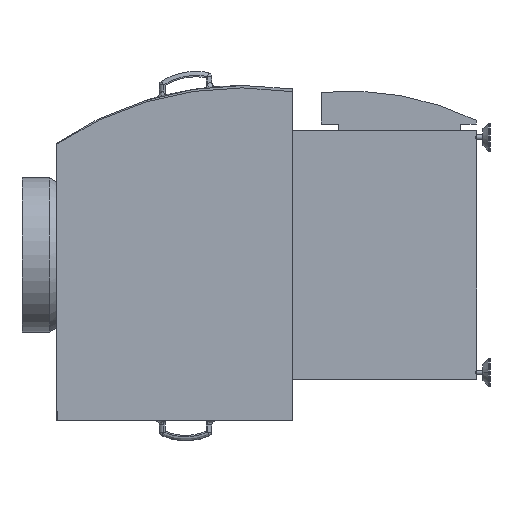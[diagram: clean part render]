
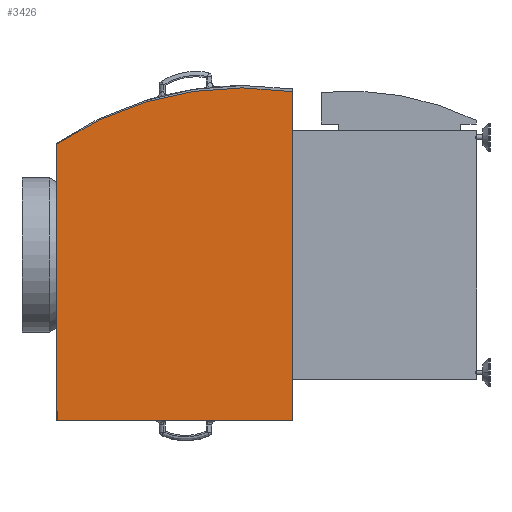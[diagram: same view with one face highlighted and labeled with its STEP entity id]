
A CAD part, left-side view. The second image highlights one B-rep face of the part: STEP entity #3426.
In plain terms, the highlighted planar face has unit normal (-1, 0, 0).
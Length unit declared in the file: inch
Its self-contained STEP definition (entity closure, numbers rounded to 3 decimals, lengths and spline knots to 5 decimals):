
#138=PLANE('',#3747);
#307=FACE_OUTER_BOUND('',#528,.T.);
#528=EDGE_LOOP('',(#2552,#2553,#2554,#2555));
#744=LINE('',#5433,#1019);
#778=LINE('',#5513,#1053);
#786=LINE('',#5765,#1061);
#1019=VECTOR('',#4340,0.3937);
#1053=VECTOR('',#4420,0.3937);
#1061=VECTOR('',#4430,0.3937);
#1288=CIRCLE('',#3748,0.47425);
#1498=VERTEX_POINT('',#5431);
#1499=VERTEX_POINT('',#5432);
#1522=VERTEX_POINT('',#5512);
#1533=VERTEX_POINT('',#5764);
#1853=EDGE_CURVE('',#1498,#1499,#744,.T.);
#1890=EDGE_CURVE('',#1499,#1522,#778,.T.);
#1902=EDGE_CURVE('',#1522,#1533,#786,.T.);
#1903=EDGE_CURVE('',#1533,#1498,#1288,.T.);
#2552=ORIENTED_EDGE('',*,*,#1902,.F.);
#2553=ORIENTED_EDGE('',*,*,#1890,.F.);
#2554=ORIENTED_EDGE('',*,*,#1853,.F.);
#2555=ORIENTED_EDGE('',*,*,#1903,.F.);
#3426=ADVANCED_FACE('',(#307),#138,.F.);
#3747=AXIS2_PLACEMENT_3D('',#5763,#4428,#4429);
#3748=AXIS2_PLACEMENT_3D('',#5766,#4431,#4432);
#4340=DIRECTION('',(0.,0.,-1.));
#4420=DIRECTION('',(0.,1.,0.));
#4428=DIRECTION('center_axis',(1.,0.,0.));
#4429=DIRECTION('ref_axis',(0.,0.,-1.));
#4430=DIRECTION('',(0.,0.002,1.));
#4431=DIRECTION('center_axis',(1.,0.,0.));
#4432=DIRECTION('ref_axis',(0.,0.,-1.));
#5431=CARTESIAN_POINT('',(-0.90747,0.,0.05512));
#5432=CARTESIAN_POINT('',(-0.90747,0.,-0.41339));
#5433=CARTESIAN_POINT('',(-0.90747,0.,0.05906));
#5512=CARTESIAN_POINT('',(-0.90747,0.33465,-0.41339));
#5513=CARTESIAN_POINT('',(-0.90747,0.,-0.41339));
#5763=CARTESIAN_POINT('Origin',(-0.90747,-0.2626,-0.35433));
#5764=CARTESIAN_POINT('',(-0.90747,0.33546,-0.01969));
#5765=CARTESIAN_POINT('',(-0.90747,0.33465,-0.41339));
#5766=CARTESIAN_POINT('Origin',(-0.90747,0.07153,-0.41371));
